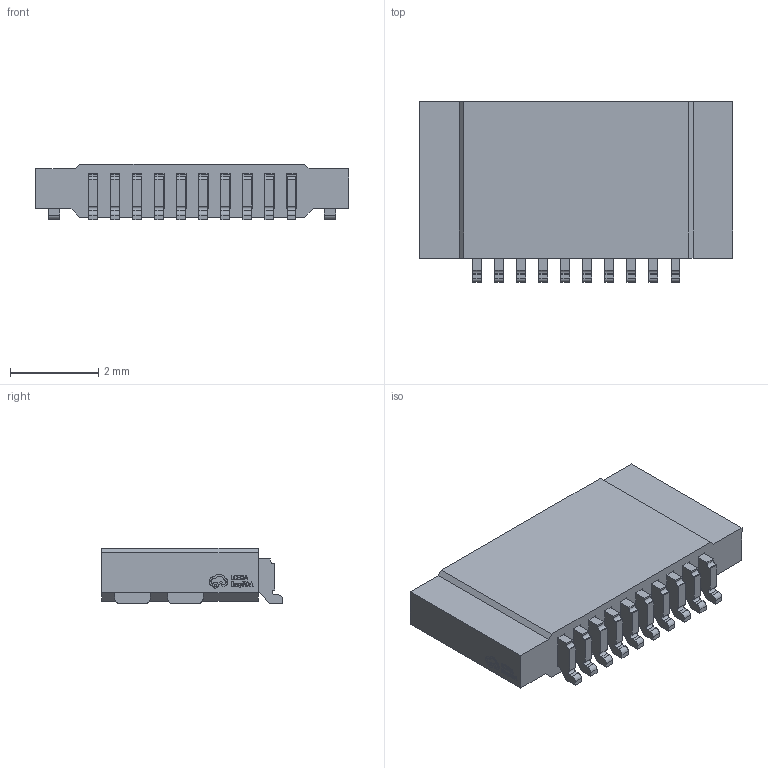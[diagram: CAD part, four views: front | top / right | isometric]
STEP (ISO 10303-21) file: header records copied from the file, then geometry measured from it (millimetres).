
FILE_DESCRIPTION (( 'STEP AP214' ), '1' );
FILE_NAME ('CONN-SMD_10P-P0.50_0.5K-1.2W-10PWB.STEP', '2024-10-31T00:35:25', ( 'PC' ), ( 'Microsoft' ), 'SwSTEP 2.0', 'SolidWorks 2020', '' );
FILE_SCHEMA (( 'AUTOMOTIVE_DESIGN' ));
Length unit declared in the file: millimetre
Products named in the file (1): CONN-SMD_10P-P0.50_0.5K-1.2W-10PWB
Bounding box: 7.11 x 4.1 x 1.25 mm (x, y, z)
Volume: 21.5 mm3; surface area: 203.9 mm2
Topology: 11 solids, 11 shells, 605 faces, 1703 edges, 1134 vertices
Faces by surface type: plane 459, bspline 98, cylinder 48
Entity records: 26632 total; most frequent: CARTESIAN_POINT 4749, ORIENTED_EDGE 3406, DIRECTION 2615, EDGE_CURVE 1703, VECTOR 1407, LINE 1407, VERTEX_POINT 1134, EDGE_LOOP 639
